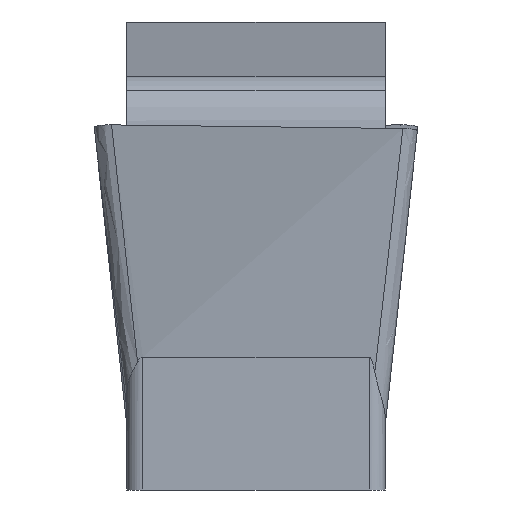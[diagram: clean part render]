
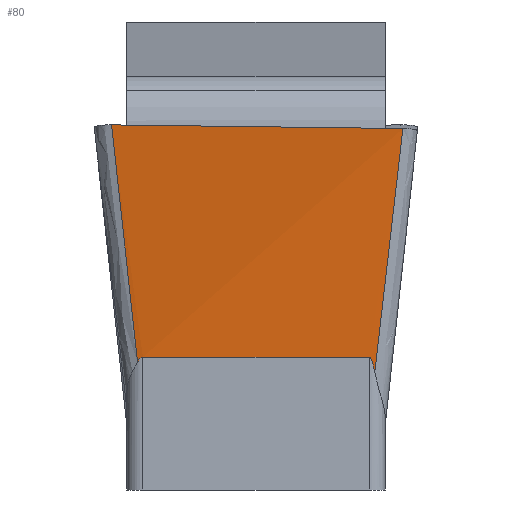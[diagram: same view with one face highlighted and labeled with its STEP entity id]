
A CAD part, front view. The second image highlights one B-rep face of the part: STEP entity #80.
In plain terms, the highlighted free-form (B-spline) face has degree [2, 1] with [3, 4] control points.
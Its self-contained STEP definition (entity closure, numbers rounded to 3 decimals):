
#42=(
BOUNDED_SURFACE()
B_SPLINE_SURFACE(2,1,((#1647,#1648,#1649,#1650),(#1651,#1652,#1653,#1654),
(#1655,#1656,#1657,#1658)),.UNSPECIFIED.,.F.,.F.,.F.)
B_SPLINE_SURFACE_WITH_KNOTS((3,3),(2,1,1,2),(0.,1.),(0.,0.417,
0.694,1.),.UNSPECIFIED.)
GEOMETRIC_REPRESENTATION_ITEM()
RATIONAL_B_SPLINE_SURFACE(((1.044,1.044,1.044,
1.044),(1.044,1.044,1.044,1.044),
(1.044,1.044,1.044,1.044)))
REPRESENTATION_ITEM('')
SURFACE()
);
#50=(
BOUNDED_CURVE()
B_SPLINE_CURVE(2,(#1287,#1288,#1289),.UNSPECIFIED.,.F.,.F.)
B_SPLINE_CURVE_WITH_KNOTS((3,3),(0.,1.),.UNSPECIFIED.)
CURVE()
GEOMETRIC_REPRESENTATION_ITEM()
RATIONAL_B_SPLINE_CURVE((1.044,1.044,1.044))
REPRESENTATION_ITEM('')
);
#52=(
BOUNDED_CURVE()
B_SPLINE_CURVE(1,(#1622,#1623,#1624,#1625),.UNSPECIFIED.,.F.,.F.)
B_SPLINE_CURVE_WITH_KNOTS((2,1,1,2),(0.,0.31,0.576,
1.),.UNSPECIFIED.)
CURVE()
GEOMETRIC_REPRESENTATION_ITEM()
RATIONAL_B_SPLINE_CURVE((1.044,1.044,1.044,
1.044))
REPRESENTATION_ITEM('')
);
#53=(
BOUNDED_CURVE()
B_SPLINE_CURVE(1,(#1643,#1644,#1645,#1646),.UNSPECIFIED.,.F.,.F.)
B_SPLINE_CURVE_WITH_KNOTS((2,1,1,2),(0.,0.426,0.688,
1.),.UNSPECIFIED.)
CURVE()
GEOMETRIC_REPRESENTATION_ITEM()
RATIONAL_B_SPLINE_CURVE((1.044,1.044,1.044,
1.044))
REPRESENTATION_ITEM('')
);
#80=ADVANCED_FACE('SIDE_FP_AN_SU1',(#134),#42,.T.);
#134=FACE_OUTER_BOUND('',#170,.T.);
#170=EDGE_LOOP('',(#296,#297,#298,#299,#300,#301));
#296=ORIENTED_EDGE('',*,*,#547,.F.);
#297=ORIENTED_EDGE('',*,*,#546,.F.);
#298=ORIENTED_EDGE('',*,*,#521,.T.);
#299=ORIENTED_EDGE('',*,*,#530,.F.);
#300=ORIENTED_EDGE('',*,*,#526,.T.);
#301=ORIENTED_EDGE('',*,*,#548,.F.);
#450=VERTEX_POINT('',#1223);
#451=VERTEX_POINT('',#1240);
#453=VERTEX_POINT('',#1254);
#454=VERTEX_POINT('',#1263);
#463=VERTEX_POINT('',#1621);
#464=VERTEX_POINT('',#1642);
#521=EDGE_CURVE('',#451,#450,#677,.T.);
#526=EDGE_CURVE('',#453,#454,#680,.T.);
#530=EDGE_CURVE('',#453,#450,#50,.T.);
#546=EDGE_CURVE('',#451,#463,#52,.T.);
#547=EDGE_CURVE('',#463,#464,#690,.T.);
#548=EDGE_CURVE('',#464,#454,#53,.T.);
#677=B_SPLINE_CURVE_WITH_KNOTS('',3,(#1224,#1225,#1226,#1227,#1228,#1229,
#1230,#1231,#1232,#1233,#1234,#1235,#1236,#1237,#1238,#1239),
 .UNSPECIFIED.,.F.,.F.,(4,3,3,3,3,4),(0.,0.336,0.675,
0.835,0.967,1.),.UNSPECIFIED.);
#680=B_SPLINE_CURVE_WITH_KNOTS('',3,(#1264,#1265,#1266,#1267,#1268,#1269,
#1270,#1271,#1272,#1273,#1274,#1275,#1276,#1277,#1278,#1279),
 .UNSPECIFIED.,.F.,.F.,(4,3,3,3,3,4),(0.,0.023,0.054,
0.11,0.304,1.),.UNSPECIFIED.);
#690=B_SPLINE_CURVE_WITH_KNOTS('',3,(#1632,#1633,#1634,#1635,#1636,#1637,
#1638,#1639,#1640,#1641),.UNSPECIFIED.,.F.,.F.,(4,3,3,4),(0.,0.5,
0.75,1.),.UNSPECIFIED.);
#1223=CARTESIAN_POINT('',(-1.4,-11.96,-2.851));
#1224=CARTESIAN_POINT('',(-1.465,-11.949,-2.913));
#1225=CARTESIAN_POINT('',(-1.461,-11.951,-2.904));
#1226=CARTESIAN_POINT('',(-1.455,-11.953,-2.895));
#1227=CARTESIAN_POINT('',(-1.449,-11.954,-2.886));
#1228=CARTESIAN_POINT('',(-1.443,-11.956,-2.877));
#1229=CARTESIAN_POINT('',(-1.436,-11.957,-2.869));
#1230=CARTESIAN_POINT('',(-1.428,-11.958,-2.862));
#1231=CARTESIAN_POINT('',(-1.424,-11.959,-2.859));
#1232=CARTESIAN_POINT('',(-1.42,-11.959,-2.856));
#1233=CARTESIAN_POINT('',(-1.415,-11.96,-2.854));
#1234=CARTESIAN_POINT('',(-1.411,-11.96,-2.852));
#1235=CARTESIAN_POINT('',(-1.407,-11.96,-2.851));
#1236=CARTESIAN_POINT('',(-1.403,-11.96,-2.851));
#1237=CARTESIAN_POINT('',(-1.402,-11.96,-2.851));
#1238=CARTESIAN_POINT('',(-1.401,-11.96,-2.851));
#1239=CARTESIAN_POINT('',(-1.4,-11.96,-2.851));
#1240=CARTESIAN_POINT('',(-1.465,-11.949,-2.913));
#1254=CARTESIAN_POINT('',(1.4,-11.96,-2.851));
#1263=CARTESIAN_POINT('',(1.469,-11.948,-3.042));
#1264=CARTESIAN_POINT('',(1.4,-11.96,-2.851));
#1265=CARTESIAN_POINT('',(1.402,-11.96,-2.851));
#1266=CARTESIAN_POINT('',(1.403,-11.96,-2.851));
#1267=CARTESIAN_POINT('',(1.405,-11.96,-2.851));
#1268=CARTESIAN_POINT('',(1.407,-11.96,-2.852));
#1269=CARTESIAN_POINT('',(1.409,-11.96,-2.853));
#1270=CARTESIAN_POINT('',(1.411,-11.96,-2.855));
#1271=CARTESIAN_POINT('',(1.414,-11.96,-2.857));
#1272=CARTESIAN_POINT('',(1.416,-11.96,-2.86));
#1273=CARTESIAN_POINT('',(1.419,-11.96,-2.863));
#1274=CARTESIAN_POINT('',(1.427,-11.959,-2.874));
#1275=CARTESIAN_POINT('',(1.432,-11.958,-2.887));
#1276=CARTESIAN_POINT('',(1.436,-11.957,-2.9));
#1277=CARTESIAN_POINT('',(1.453,-11.954,-2.946));
#1278=CARTESIAN_POINT('',(1.461,-11.951,-2.994));
#1279=CARTESIAN_POINT('',(1.469,-11.948,-3.042));
#1287=CARTESIAN_POINT('',(1.4,-11.96,-2.851));
#1288=CARTESIAN_POINT('',(0.,-11.96,-2.851));
#1289=CARTESIAN_POINT('',(-1.4,-11.96,-2.851));
#1621=CARTESIAN_POINT('',(-1.788,-12.465,0.023));
#1622=CARTESIAN_POINT('',(-1.108,-11.378,-6.168));
#1623=CARTESIAN_POINT('',(-1.472,-11.96,-2.851));
#1624=CARTESIAN_POINT('',(-1.786,-12.461,0.));
#1625=CARTESIAN_POINT('',(-2.284,-13.257,4.53));
#1632=CARTESIAN_POINT('',(-1.788,-12.465,0.023));
#1633=CARTESIAN_POINT('',(-1.187,-12.411,0.015));
#1634=CARTESIAN_POINT('',(-0.586,-12.357,0.007));
#1635=CARTESIAN_POINT('',(0.015,-12.304,0.));
#1636=CARTESIAN_POINT('',(0.315,-12.277,-0.004));
#1637=CARTESIAN_POINT('',(0.616,-12.25,-0.008));
#1638=CARTESIAN_POINT('',(0.916,-12.224,-0.011));
#1639=CARTESIAN_POINT('',(1.217,-12.197,-0.015));
#1640=CARTESIAN_POINT('',(1.517,-12.171,-0.019));
#1641=CARTESIAN_POINT('',(1.818,-12.144,-0.023));
#1642=CARTESIAN_POINT('',(1.818,-12.144,-0.023));
#1643=CARTESIAN_POINT('',(2.356,-12.447,4.644));
#1644=CARTESIAN_POINT('',(1.821,-12.146,0.));
#1645=CARTESIAN_POINT('',(1.492,-11.96,-2.851));
#1646=CARTESIAN_POINT('',(1.099,-11.739,-6.25));
#1647=CARTESIAN_POINT('',(2.316,-12.425,4.295));
#1648=CARTESIAN_POINT('',(1.821,-12.146,0.));
#1649=CARTESIAN_POINT('',(1.492,-11.96,-2.851));
#1650=CARTESIAN_POINT('',(1.129,-11.756,-5.995));
#1651=CARTESIAN_POINT('',(0.029,-12.82,4.295));
#1652=CARTESIAN_POINT('',(0.017,-12.303,0.));
#1653=CARTESIAN_POINT('',(0.01,-11.96,-2.851));
#1654=CARTESIAN_POINT('',(0.001,-11.582,-5.995));
#1655=CARTESIAN_POINT('',(-2.258,-13.216,4.295));
#1656=CARTESIAN_POINT('',(-1.786,-12.461,0.));
#1657=CARTESIAN_POINT('',(-1.472,-11.96,-2.851));
#1658=CARTESIAN_POINT('',(-1.126,-11.408,-5.995));
